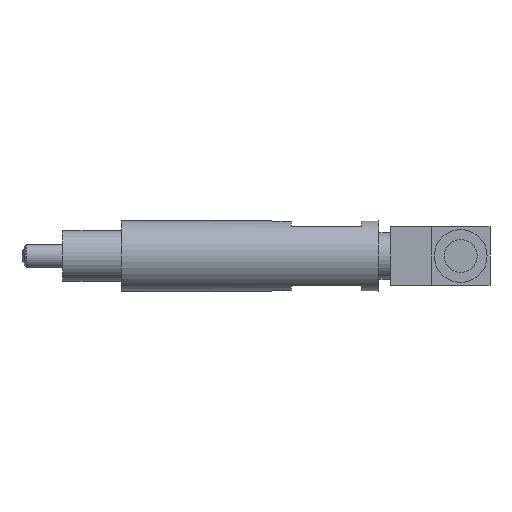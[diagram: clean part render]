
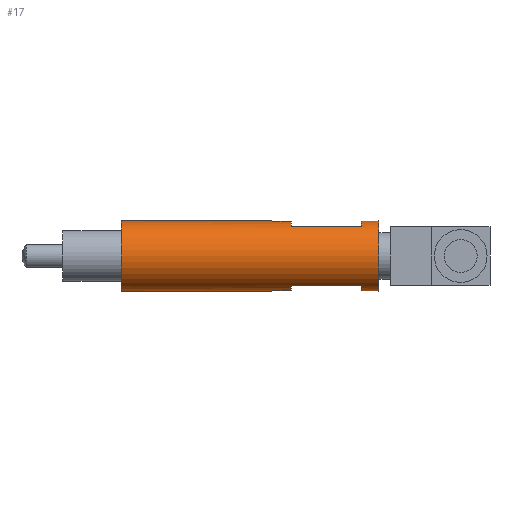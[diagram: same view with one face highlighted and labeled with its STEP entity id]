
A CAD part, front view. The second image highlights one B-rep face of the part: STEP entity #17.
In plain terms, the highlighted cylindrical face has radius 3 mm (diameter 6 mm), a full revolution.
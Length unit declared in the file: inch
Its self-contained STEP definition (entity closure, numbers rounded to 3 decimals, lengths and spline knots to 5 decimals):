
#8 = EDGE_CURVE ( 'NONE', #431, #313, #370, .T. ) ;
#12 = ORIENTED_EDGE ( 'NONE', *, *, #32, .F. ) ;
#16 = CARTESIAN_POINT ( 'NONE',  ( 1.14173, 0.06529, 0.09843 ) ) ;
#17 = ADVANCED_FACE ( 'NONE', ( #525, #611, #351, #487 ), #618, .T. ) ;
#30 = VERTEX_POINT ( 'NONE', #694 ) ;
#32 = EDGE_CURVE ( 'NONE', #261, #261, #630, .T. ) ;
#36 = VERTEX_POINT ( 'NONE', #260 ) ;
#43 = CARTESIAN_POINT ( 'NONE',  ( 0.33465, -0.11811, 0. ) ) ;
#47 = EDGE_LOOP ( 'NONE', ( #434 ) ) ;
#84 = AXIS2_PLACEMENT_3D ( 'NONE', #161, #283, #720 ) ;
#105 = EDGE_LOOP ( 'NONE', ( #708, #727, #502, #106 ) ) ;
#106 = ORIENTED_EDGE ( 'NONE', *, *, #496, .F. ) ;
#109 = DIRECTION ( 'NONE',  ( 0., -1., 0. ) ) ;
#120 = VECTOR ( 'NONE', #765, 39.37008 ) ;
#127 = DIRECTION ( 'NONE',  ( 1., 0., 0. ) ) ;
#133 = CARTESIAN_POINT ( 'NONE',  ( 1.14173, 0., 0. ) ) ;
#136 = ORIENTED_EDGE ( 'NONE', *, *, #757, .F. ) ;
#137 = DIRECTION ( 'NONE',  ( -1., 0., 0. ) ) ;
#149 = DIRECTION ( 'NONE',  ( 1., 0., 0. ) ) ;
#152 = CIRCLE ( 'NONE', #192, 0.11811 ) ;
#157 = ORIENTED_EDGE ( 'NONE', *, *, #8, .F. ) ;
#161 = CARTESIAN_POINT ( 'NONE',  ( 1.14173, 0., 0. ) ) ;
#174 = AXIS2_PLACEMENT_3D ( 'NONE', #635, #137, #450 ) ;
#183 = DIRECTION ( 'NONE',  ( 0., 0., -1. ) ) ;
#192 = AXIS2_PLACEMENT_3D ( 'NONE', #133, #127, #183 ) ;
#201 = VERTEX_POINT ( 'NONE', #702 ) ;
#202 = DIRECTION ( 'NONE',  ( 1., 0., 0. ) ) ;
#207 = VECTOR ( 'NONE', #258, 39.37008 ) ;
#228 = DIRECTION ( 'NONE',  ( -1., 0., 0. ) ) ;
#232 = EDGE_CURVE ( 'NONE', #448, #728, #464, .T. ) ;
#233 = ORIENTED_EDGE ( 'NONE', *, *, #663, .T. ) ;
#234 = EDGE_LOOP ( 'NONE', ( #157, #253, #136, #233 ) ) ;
#241 = VERTEX_POINT ( 'NONE', #270 ) ;
#242 = DIRECTION ( 'NONE',  ( 0., 0., -1. ) ) ;
#243 = VERTEX_POINT ( 'NONE', #707 ) ;
#253 = ORIENTED_EDGE ( 'NONE', *, *, #543, .T. ) ;
#258 = DIRECTION ( 'NONE',  ( -1., 0., 0. ) ) ;
#260 = CARTESIAN_POINT ( 'NONE',  ( 0.90551, -0.06529, 0.09843 ) ) ;
#261 = VERTEX_POINT ( 'NONE', #43 ) ;
#270 = CARTESIAN_POINT ( 'NONE',  ( 1.14173, -0.06529, 0.09843 ) ) ;
#271 = VECTOR ( 'NONE', #149, 39.37008 ) ;
#283 = DIRECTION ( 'NONE',  ( -1., 0., 0. ) ) ;
#308 = LINE ( 'NONE', #763, #271 ) ;
#312 = EDGE_CURVE ( 'NONE', #201, #201, #442, .T. ) ;
#313 = VERTEX_POINT ( 'NONE', #340 ) ;
#317 = DIRECTION ( 'NONE',  ( -1., 0., 0. ) ) ;
#320 = CIRCLE ( 'NONE', #84, 0.11811 ) ;
#333 = CARTESIAN_POINT ( 'NONE',  ( 0.90551, 0.06529, 0.09843 ) ) ;
#340 = CARTESIAN_POINT ( 'NONE',  ( 0.90551, -0.06529, -0.09843 ) ) ;
#345 = AXIS2_PLACEMENT_3D ( 'NONE', #746, #453, #688 ) ;
#346 = LINE ( 'NONE', #687, #724 ) ;
#349 = CIRCLE ( 'NONE', #778, 0.11811 ) ;
#351 = FACE_OUTER_BOUND ( 'NONE', #565, .T. ) ;
#370 = LINE ( 'NONE', #514, #207 ) ;
#373 = CARTESIAN_POINT ( 'NONE',  ( 0.90551, 0., 0. ) ) ;
#404 = EDGE_CURVE ( 'NONE', #241, #448, #320, .T. ) ;
#427 = CIRCLE ( 'NONE', #652, 0.11811 ) ;
#431 = VERTEX_POINT ( 'NONE', #542 ) ;
#434 = ORIENTED_EDGE ( 'NONE', *, *, #312, .T. ) ;
#442 = CIRCLE ( 'NONE', #564, 0.11811 ) ;
#448 = VERTEX_POINT ( 'NONE', #16 ) ;
#450 = DIRECTION ( 'NONE',  ( 0., -1., 0. ) ) ;
#453 = DIRECTION ( 'NONE',  ( -1., 0., 0. ) ) ;
#464 = LINE ( 'NONE', #643, #120 ) ;
#487 = FACE_BOUND ( 'NONE', #234, .T. ) ;
#496 = EDGE_CURVE ( 'NONE', #728, #36, #349, .T. ) ;
#502 = ORIENTED_EDGE ( 'NONE', *, *, #604, .F. ) ;
#514 = CARTESIAN_POINT ( 'NONE',  ( 0., -0.06529, -0.09843 ) ) ;
#525 = FACE_BOUND ( 'NONE', #105, .T. ) ;
#542 = CARTESIAN_POINT ( 'NONE',  ( 1.14173, -0.06529, -0.09843 ) ) ;
#543 = EDGE_CURVE ( 'NONE', #431, #243, #152, .T. ) ;
#564 = AXIS2_PLACEMENT_3D ( 'NONE', #779, #228, #109 ) ;
#565 = EDGE_LOOP ( 'NONE', ( #12 ) ) ;
#572 = CARTESIAN_POINT ( 'NONE',  ( 0.90551, 0., 0. ) ) ;
#604 = EDGE_CURVE ( 'NONE', #36, #241, #346, .T. ) ;
#611 = FACE_OUTER_BOUND ( 'NONE', #47, .T. ) ;
#618 = CYLINDRICAL_SURFACE ( 'NONE', #174, 0.11811 ) ;
#630 = CIRCLE ( 'NONE', #345, 0.11811 ) ;
#635 = CARTESIAN_POINT ( 'NONE',  ( 0., 0., 0. ) ) ;
#643 = CARTESIAN_POINT ( 'NONE',  ( 0., 0.06529, 0.09843 ) ) ;
#652 = AXIS2_PLACEMENT_3D ( 'NONE', #572, #317, #696 ) ;
#663 = EDGE_CURVE ( 'NONE', #30, #313, #427, .T. ) ;
#687 = CARTESIAN_POINT ( 'NONE',  ( 0., -0.06529, 0.09843 ) ) ;
#688 = DIRECTION ( 'NONE',  ( 0., -1., 0. ) ) ;
#694 = CARTESIAN_POINT ( 'NONE',  ( 0.90551, 0.06529, -0.09843 ) ) ;
#696 = DIRECTION ( 'NONE',  ( 0., 0., 1. ) ) ;
#702 = CARTESIAN_POINT ( 'NONE',  ( 1.20079, -0.11811, 0. ) ) ;
#707 = CARTESIAN_POINT ( 'NONE',  ( 1.14173, 0.06529, -0.09843 ) ) ;
#708 = ORIENTED_EDGE ( 'NONE', *, *, #232, .F. ) ;
#720 = DIRECTION ( 'NONE',  ( 0., 0., 1. ) ) ;
#724 = VECTOR ( 'NONE', #202, 39.37008 ) ;
#727 = ORIENTED_EDGE ( 'NONE', *, *, #404, .F. ) ;
#728 = VERTEX_POINT ( 'NONE', #333 ) ;
#739 = DIRECTION ( 'NONE',  ( 1., 0., 0. ) ) ;
#746 = CARTESIAN_POINT ( 'NONE',  ( 0.33465, 0., 0. ) ) ;
#757 = EDGE_CURVE ( 'NONE', #30, #243, #308, .T. ) ;
#763 = CARTESIAN_POINT ( 'NONE',  ( 0., 0.06529, -0.09843 ) ) ;
#765 = DIRECTION ( 'NONE',  ( -1., 0., 0. ) ) ;
#778 = AXIS2_PLACEMENT_3D ( 'NONE', #373, #739, #242 ) ;
#779 = CARTESIAN_POINT ( 'NONE',  ( 1.20079, 0., 0. ) ) ;
